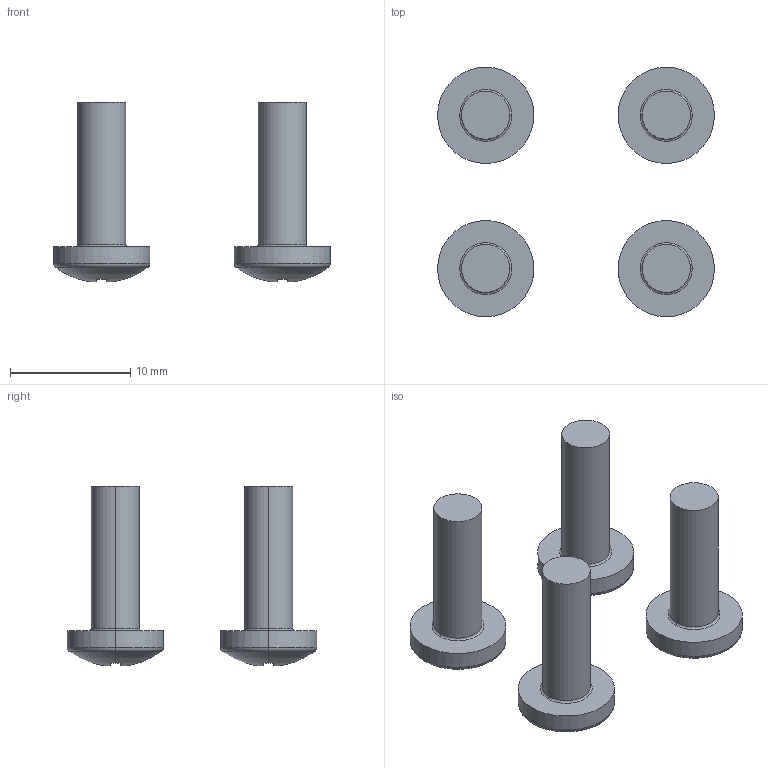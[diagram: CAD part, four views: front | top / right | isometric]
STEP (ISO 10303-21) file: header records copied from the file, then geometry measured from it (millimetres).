
FILE_DESCRIPTION((''),'2;1');
FILE_NAME('MICROSEMI_ISOTOP_FLIP_Part2.stp','2012-07-31T08:44:54',(''),(''),'Mechanical Desktop 2011','Mechanical Desktop 2011',', , ');
FILE_SCHEMA(('AUTOMOTIVE_DESIGN { 1 2 10303 214 1 1 1 1 }'));
Length unit declared in the file: millimetre
Products named in the file (1): Product
Bounding box: 23 x 20.73 x 14.93 mm (x, y, z)
Volume: 1033.3 mm3; surface area: 1259.3 mm2
Topology: 4 solids, 4 shells, 136 faces, 332 edges, 200 vertices
Faces by surface type: plane 72, cone 24, cylinder 16, torus 16, sphere 8
Entity records: 3982 total; most frequent: DIRECTION 754, CARTESIAN_POINT 725, ORIENTED_EDGE 648, AXIS2_PLACEMENT_3D 325, EDGE_CURVE 324, VERTEX_POINT 200, CIRCLE 188, EDGE_LOOP 140
